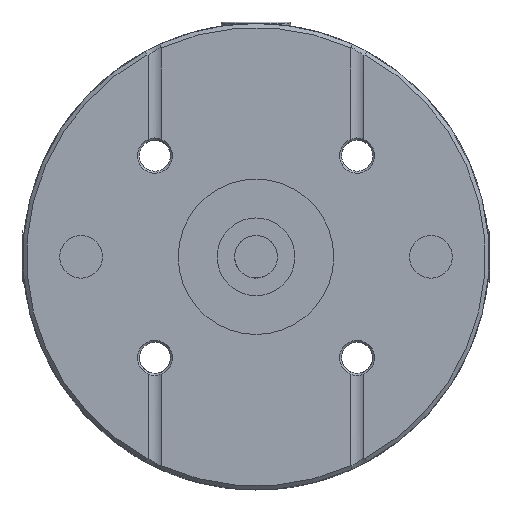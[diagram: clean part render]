
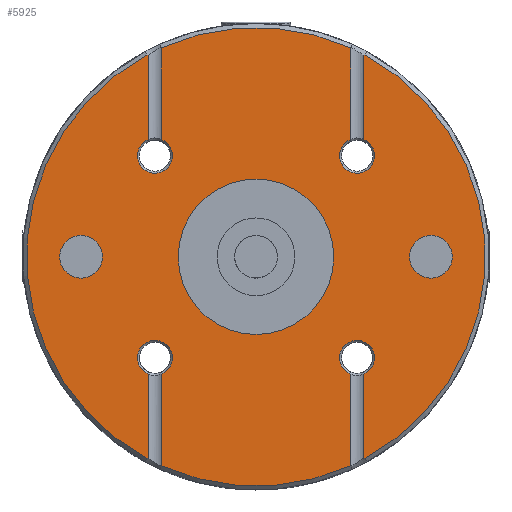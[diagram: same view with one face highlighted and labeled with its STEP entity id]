
A CAD part, front view. The second image highlights one B-rep face of the part: STEP entity #5925.
In plain terms, the highlighted planar face has unit normal (0, -1, 0).
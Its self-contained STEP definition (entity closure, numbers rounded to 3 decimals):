
#785=LINE('',#33426,#1403);
#786=LINE('',#33431,#1404);
#787=LINE('',#33435,#1405);
#788=LINE('',#33449,#1406);
#789=LINE('',#33453,#1407);
#790=LINE('',#33457,#1408);
#791=LINE('',#33461,#1409);
#792=LINE('',#33475,#1410);
#1403=VECTOR('',#22873,1.);
#1404=VECTOR('',#22876,1.);
#1405=VECTOR('',#22879,1.);
#1406=VECTOR('',#22882,1.);
#1407=VECTOR('',#22885,1.);
#1408=VECTOR('',#22888,1.);
#1409=VECTOR('',#22891,1.);
#1410=VECTOR('',#22894,1.);
#2250=B_SPLINE_CURVE_WITH_KNOTS('',3,(#33437,#33438,#33439,#33440),.UNSPECIFIED.,
 .F.,.F.,(4,4),(0.,1.),.UNSPECIFIED.);
#2251=B_SPLINE_CURVE_WITH_KNOTS('',3,(#33444,#33445,#33446,#33447),.UNSPECIFIED.,
 .F.,.F.,(4,4),(0.,1.),.UNSPECIFIED.);
#2252=B_SPLINE_CURVE_WITH_KNOTS('',3,(#33463,#33464,#33465,#33466),.UNSPECIFIED.,
 .F.,.F.,(4,4),(0.,1.),.UNSPECIFIED.);
#2253=B_SPLINE_CURVE_WITH_KNOTS('',3,(#33470,#33471,#33472,#33473),.UNSPECIFIED.,
 .F.,.F.,(4,4),(0.,1.),.UNSPECIFIED.);
#5190=PLANE('',#20604);
#5925=ADVANCED_FACE('',(#7210,#7211,#7212,#7213),#5190,.F.);
#7210=FACE_BOUND('',#7957,.T.);
#7211=FACE_BOUND('',#7958,.T.);
#7212=FACE_BOUND('',#7959,.T.);
#7213=FACE_BOUND('',#7960,.T.);
#7957=EDGE_LOOP('',(#11001));
#7958=EDGE_LOOP('',(#11002,#11003,#11004,#11005,#11006,#11007,#11008,#11009,
#11010,#11011,#11012,#11013,#11014,#11015,#11016,#11017,#11018,#11019,#11020,
#11021));
#7959=EDGE_LOOP('',(#11022));
#7960=EDGE_LOOP('',(#11023));
#11001=ORIENTED_EDGE('',*,*,#18136,.T.);
#11002=ORIENTED_EDGE('',*,*,#18137,.T.);
#11003=ORIENTED_EDGE('',*,*,#18138,.T.);
#11004=ORIENTED_EDGE('',*,*,#18139,.F.);
#11005=ORIENTED_EDGE('',*,*,#18140,.T.);
#11006=ORIENTED_EDGE('',*,*,#18141,.F.);
#11007=ORIENTED_EDGE('',*,*,#18142,.T.);
#11008=ORIENTED_EDGE('',*,*,#18143,.T.);
#11009=ORIENTED_EDGE('',*,*,#18144,.T.);
#11010=ORIENTED_EDGE('',*,*,#18145,.T.);
#11011=ORIENTED_EDGE('',*,*,#18146,.T.);
#11012=ORIENTED_EDGE('',*,*,#18147,.T.);
#11013=ORIENTED_EDGE('',*,*,#18148,.T.);
#11014=ORIENTED_EDGE('',*,*,#18149,.F.);
#11015=ORIENTED_EDGE('',*,*,#18150,.T.);
#11016=ORIENTED_EDGE('',*,*,#18151,.F.);
#11017=ORIENTED_EDGE('',*,*,#18152,.T.);
#11018=ORIENTED_EDGE('',*,*,#18153,.T.);
#11019=ORIENTED_EDGE('',*,*,#18154,.T.);
#11020=ORIENTED_EDGE('',*,*,#18155,.T.);
#11021=ORIENTED_EDGE('',*,*,#18156,.T.);
#11022=ORIENTED_EDGE('',*,*,#18157,.T.);
#11023=ORIENTED_EDGE('',*,*,#18158,.T.);
#15847=VERTEX_POINT('',#33425);
#15848=VERTEX_POINT('',#33427);
#15849=VERTEX_POINT('',#33428);
#15850=VERTEX_POINT('',#33430);
#15851=VERTEX_POINT('',#33432);
#15852=VERTEX_POINT('',#33434);
#15853=VERTEX_POINT('',#33436);
#15854=VERTEX_POINT('',#33441);
#15855=VERTEX_POINT('',#33443);
#15856=VERTEX_POINT('',#33448);
#15857=VERTEX_POINT('',#33450);
#15858=VERTEX_POINT('',#33452);
#15859=VERTEX_POINT('',#33454);
#15860=VERTEX_POINT('',#33456);
#15861=VERTEX_POINT('',#33458);
#15862=VERTEX_POINT('',#33460);
#15863=VERTEX_POINT('',#33462);
#15864=VERTEX_POINT('',#33467);
#15865=VERTEX_POINT('',#33469);
#15866=VERTEX_POINT('',#33474);
#15867=VERTEX_POINT('',#33476);
#15868=VERTEX_POINT('',#33479);
#15869=VERTEX_POINT('',#33481);
#18136=EDGE_CURVE('',#15847,#15847,#19991,.T.);
#18137=EDGE_CURVE('',#15848,#15849,#785,.T.);
#18138=EDGE_CURVE('',#15849,#15850,#19992,.T.);
#18139=EDGE_CURVE('',#15851,#15850,#786,.T.);
#18140=EDGE_CURVE('',#15851,#15852,#19993,.T.);
#18141=EDGE_CURVE('',#15853,#15852,#787,.T.);
#18142=EDGE_CURVE('',#15853,#15854,#2250,.T.);
#18143=EDGE_CURVE('',#15854,#15855,#19994,.T.);
#18144=EDGE_CURVE('',#15855,#15856,#2251,.T.);
#18145=EDGE_CURVE('',#15856,#15857,#788,.T.);
#18146=EDGE_CURVE('',#15857,#15858,#19995,.T.);
#18147=EDGE_CURVE('',#15858,#15859,#789,.T.);
#18148=EDGE_CURVE('',#15859,#15860,#19996,.T.);
#18149=EDGE_CURVE('',#15861,#15860,#790,.T.);
#18150=EDGE_CURVE('',#15861,#15862,#19997,.T.);
#18151=EDGE_CURVE('',#15863,#15862,#791,.T.);
#18152=EDGE_CURVE('',#15863,#15864,#2252,.T.);
#18153=EDGE_CURVE('',#15864,#15865,#19998,.T.);
#18154=EDGE_CURVE('',#15865,#15866,#2253,.T.);
#18155=EDGE_CURVE('',#15866,#15867,#792,.T.);
#18156=EDGE_CURVE('',#15867,#15848,#19999,.T.);
#18157=EDGE_CURVE('',#15868,#15868,#20000,.T.);
#18158=EDGE_CURVE('',#15869,#15869,#20001,.T.);
#19991=CIRCLE('',#20593,20.);
#19992=CIRCLE('',#20594,59.);
#19993=CIRCLE('',#20595,4.5);
#19994=CIRCLE('',#20596,59.);
#19995=CIRCLE('',#20597,4.5);
#19996=CIRCLE('',#20598,59.);
#19997=CIRCLE('',#20599,4.5);
#19998=CIRCLE('',#20600,59.);
#19999=CIRCLE('',#20601,4.5);
#20000=CIRCLE('',#20602,5.5);
#20001=CIRCLE('',#20603,5.5);
#20593=AXIS2_PLACEMENT_3D('',#33424,#22871,#22872);
#20594=AXIS2_PLACEMENT_3D('',#33429,#22874,#22875);
#20595=AXIS2_PLACEMENT_3D('',#33433,#22877,#22878);
#20596=AXIS2_PLACEMENT_3D('',#33442,#22880,#22881);
#20597=AXIS2_PLACEMENT_3D('',#33451,#22883,#22884);
#20598=AXIS2_PLACEMENT_3D('',#33455,#22886,#22887);
#20599=AXIS2_PLACEMENT_3D('',#33459,#22889,#22890);
#20600=AXIS2_PLACEMENT_3D('',#33468,#22892,#22893);
#20601=AXIS2_PLACEMENT_3D('',#33477,#22895,#22896);
#20602=AXIS2_PLACEMENT_3D('',#33478,#22897,#22898);
#20603=AXIS2_PLACEMENT_3D('',#33480,#22899,#22900);
#20604=AXIS2_PLACEMENT_3D('',#33482,#22901,#22902);
#22871=DIRECTION('',(0.,1.,0.));
#22872=DIRECTION('',(0.,0.,-1.));
#22873=DIRECTION('',(0.,0.,-1.));
#22874=DIRECTION('',(0.,-1.,0.));
#22875=DIRECTION('',(0.,0.,1.));
#22876=DIRECTION('',(0.,0.,-1.));
#22877=DIRECTION('',(0.,1.,0.));
#22878=DIRECTION('',(0.,0.,1.));
#22879=DIRECTION('',(0.,0.,1.));
#22880=DIRECTION('',(0.,-1.,0.));
#22881=DIRECTION('',(0.,0.,1.));
#22882=DIRECTION('',(0.,0.,-1.));
#22883=DIRECTION('',(0.,1.,0.));
#22884=DIRECTION('',(0.,0.,1.));
#22885=DIRECTION('',(0.,0.,1.));
#22886=DIRECTION('',(0.,-1.,0.));
#22887=DIRECTION('',(0.,0.,1.));
#22888=DIRECTION('',(0.,0.,1.));
#22889=DIRECTION('',(0.,1.,0.));
#22890=DIRECTION('',(0.,0.,1.));
#22891=DIRECTION('',(0.,0.,-1.));
#22892=DIRECTION('',(0.,-1.,0.));
#22893=DIRECTION('',(0.,0.,1.));
#22894=DIRECTION('',(0.,0.,1.));
#22895=DIRECTION('',(0.,1.,0.));
#22896=DIRECTION('',(0.,0.,1.));
#22897=DIRECTION('',(0.,1.,0.));
#22898=DIRECTION('',(0.,0.,-1.));
#22899=DIRECTION('',(0.,1.,0.));
#22900=DIRECTION('',(0.,0.,1.));
#22901=DIRECTION('',(0.,1.,0.));
#22902=DIRECTION('',(0.,0.,1.));
#33424=CARTESIAN_POINT('',(370.,0.,-200.));
#33425=CARTESIAN_POINT('',(370.,0.,-220.));
#33426=CARTESIAN_POINT('',(345.658,0.,-228.067));
#33427=CARTESIAN_POINT('',(345.658,0.,-230.183));
#33428=CARTESIAN_POINT('',(345.658,0.,-253.745));
#33429=CARTESIAN_POINT('',(370.,0.,-200.));
#33430=CARTESIAN_POINT('',(394.342,0.,-253.745));
#33431=CARTESIAN_POINT('',(394.342,0.,-228.067));
#33432=CARTESIAN_POINT('',(394.342,0.,-230.183));
#33433=CARTESIAN_POINT('',(396.,0.,-226.));
#33434=CARTESIAN_POINT('',(397.658,0.,-230.183));
#33435=CARTESIAN_POINT('',(397.658,0.,-257.));
#33436=CARTESIAN_POINT('',(397.658,0.,-251.845));
#33437=CARTESIAN_POINT('',(397.659,0.,-251.83));
#33438=CARTESIAN_POINT('',(397.787,0.,-251.829));
#33439=CARTESIAN_POINT('',(397.949,0.,-251.836));
#33440=CARTESIAN_POINT('',(398.147,0.,-251.853));
#33441=CARTESIAN_POINT('',(398.147,0.,-251.853));
#33442=CARTESIAN_POINT('',(370.,0.,-200.));
#33443=CARTESIAN_POINT('',(398.147,0.,-148.147));
#33444=CARTESIAN_POINT('',(398.147,0.,-148.147));
#33445=CARTESIAN_POINT('',(397.95,0.,-148.163));
#33446=CARTESIAN_POINT('',(397.787,0.,-148.171));
#33447=CARTESIAN_POINT('',(397.659,0.,-148.169));
#33448=CARTESIAN_POINT('',(397.658,0.,-148.168));
#33449=CARTESIAN_POINT('',(397.658,0.,-143.));
#33450=CARTESIAN_POINT('',(397.658,0.,-169.817));
#33451=CARTESIAN_POINT('',(396.,0.,-174.));
#33452=CARTESIAN_POINT('',(394.342,0.,-169.817));
#33453=CARTESIAN_POINT('',(394.342,0.,-171.933));
#33454=CARTESIAN_POINT('',(394.342,0.,-146.255));
#33455=CARTESIAN_POINT('',(370.,0.,-200.));
#33456=CARTESIAN_POINT('',(345.658,0.,-146.255));
#33457=CARTESIAN_POINT('',(345.658,0.,-171.933));
#33458=CARTESIAN_POINT('',(345.658,0.,-169.817));
#33459=CARTESIAN_POINT('',(344.,0.,-174.));
#33460=CARTESIAN_POINT('',(342.342,0.,-169.817));
#33461=CARTESIAN_POINT('',(342.342,0.,-143.));
#33462=CARTESIAN_POINT('',(342.342,0.,-148.155));
#33463=CARTESIAN_POINT('',(342.341,0.,-148.17));
#33464=CARTESIAN_POINT('',(342.213,0.,-148.171));
#33465=CARTESIAN_POINT('',(342.051,0.,-148.164));
#33466=CARTESIAN_POINT('',(341.853,0.,-148.147));
#33467=CARTESIAN_POINT('',(341.853,0.,-148.147));
#33468=CARTESIAN_POINT('',(370.,0.,-200.));
#33469=CARTESIAN_POINT('',(341.853,0.,-251.853));
#33470=CARTESIAN_POINT('',(341.853,0.,-251.853));
#33471=CARTESIAN_POINT('',(342.05,0.,-251.837));
#33472=CARTESIAN_POINT('',(342.213,0.,-251.829));
#33473=CARTESIAN_POINT('',(342.341,0.,-251.831));
#33474=CARTESIAN_POINT('',(342.342,0.,-251.832));
#33475=CARTESIAN_POINT('',(342.342,0.,-257.));
#33476=CARTESIAN_POINT('',(342.342,0.,-230.183));
#33477=CARTESIAN_POINT('',(344.,0.,-226.));
#33478=CARTESIAN_POINT('',(415.,0.,-200.));
#33479=CARTESIAN_POINT('',(415.,0.,-205.5));
#33480=CARTESIAN_POINT('',(325.,0.,-200.));
#33481=CARTESIAN_POINT('',(325.,0.,-194.5));
#33482=CARTESIAN_POINT('',(445.,0.,-142.));
